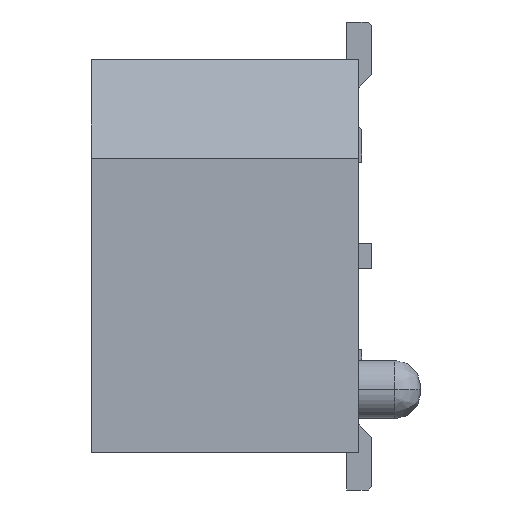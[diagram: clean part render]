
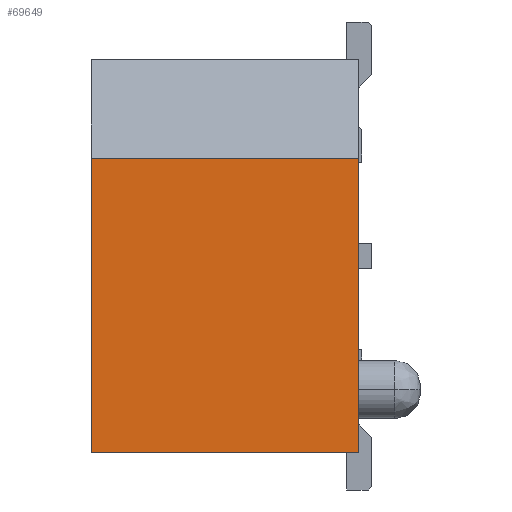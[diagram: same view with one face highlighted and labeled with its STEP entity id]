
A CAD part, left-side view. The second image highlights one B-rep face of the part: STEP entity #69649.
In plain terms, the highlighted planar face has unit normal (-1, 0, 0).
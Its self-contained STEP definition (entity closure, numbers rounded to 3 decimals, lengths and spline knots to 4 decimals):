
#2142=DIRECTION('',(0.,-1.,0.));
#2143=VECTOR('',#2142,4.06);
#2144=CARTESIAN_POINT('',(-20.,4.06,-2.985));
#2145=LINE('',#2144,#2143);
#2750=DIRECTION('',(0.,0.,-1.));
#2751=VECTOR('',#2750,4.47);
#2752=CARTESIAN_POINT('',(-20.,4.06,1.485));
#2753=LINE('',#2752,#2751);
#25405=DIRECTION('',(0.,1.,0.));
#25406=VECTOR('',#25405,4.06);
#25407=CARTESIAN_POINT('',(-20.,0.,1.485));
#25408=LINE('',#25407,#25406);
#25409=DIRECTION('',(0.,0.,-1.));
#25410=VECTOR('',#25409,4.47);
#25411=CARTESIAN_POINT('',(-20.,0.,1.485));
#25412=LINE('',#25411,#25410);
#27041=CARTESIAN_POINT('',(-20.,0.,-2.985));
#27042=VERTEX_POINT('',#27041);
#27043=CARTESIAN_POINT('',(-20.,0.,1.485));
#27044=VERTEX_POINT('',#27043);
#27992=CARTESIAN_POINT('',(-20.,4.06,1.485));
#27994=VERTEX_POINT('',#27992);
#27995=CARTESIAN_POINT('',(-20.,4.06,-2.985));
#27996=VERTEX_POINT('',#27995);
#69638=CARTESIAN_POINT('',(-20.,0.,-2.985));
#69639=DIRECTION('',(-1.,0.,0.));
#69640=DIRECTION('',(0.,0.,1.));
#69641=AXIS2_PLACEMENT_3D('',#69638,#69639,#69640);
#69642=PLANE('',#69641);
#69643=ORIENTED_EDGE('',*,*,#69631,.F.);
#69644=ORIENTED_EDGE('',*,*,#36153,.T.);
#69645=ORIENTED_EDGE('',*,*,#37012,.F.);
#69646=ORIENTED_EDGE('',*,*,#37393,.F.);
#69647=EDGE_LOOP('',(#69643,#69644,#69645,#69646));
#69648=FACE_OUTER_BOUND('',#69647,.F.);
#36153=EDGE_CURVE('',#27044,#27042,#25412,.T.);
#37012=EDGE_CURVE('',#27996,#27042,#2145,.T.);
#37393=EDGE_CURVE('',#27994,#27996,#2753,.T.);
#69631=EDGE_CURVE('',#27044,#27994,#25408,.T.);
#69649=ADVANCED_FACE('',(#69648),#69642,.T.);
